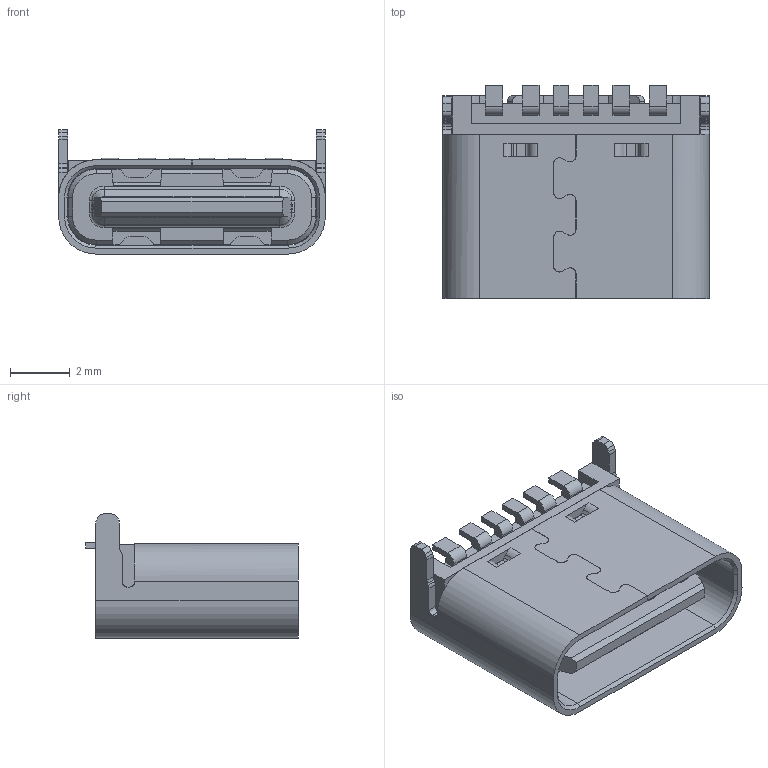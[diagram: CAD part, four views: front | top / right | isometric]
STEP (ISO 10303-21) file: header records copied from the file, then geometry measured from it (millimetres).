
FILE_DESCRIPTION((''),'2;1');
FILE_NAME('TYPE-C母座_6P卧式后两脚插CH1_63_长6_8Z3带','2024-07-16T',('admin'),(''),'PRO/ENGINEER BY PARAMETRIC TECHNOLOGY CORPORATION, 2017170','PRO/ENGINEER BY PARAMETRIC TECHNOLOGY CORPORATION, 2017170','');
FILE_SCHEMA(('AUTOMOTIVE_DESIGN { 1 0 10303 214 1 1 1 1 }'));
Length unit declared in the file: millimetre
Products named in the file (1): TYPE-C母座_6P卧式后两脚插CH1_63_长6_8Z3带
Bounding box: 8.94 x 7.14 x 4.16 mm (x, y, z)
Volume: 98 mm3; surface area: 463.4 mm2
Topology: 1 solids, 1 shells, 695 faces, 1975 edges, 1303 vertices
Faces by surface type: plane 563, cylinder 114, cone 12, torus 4, extrusion 2
Entity records: 27488 total; most frequent: CARTESIAN_POINT 4181, ORIENTED_EDGE 3950, DIRECTION 3595, EDGE_CURVE 1975, VECTOR 1665, LINE 1663, VERTEX_POINT 1303, AXIS2_PLACEMENT_3D 965
